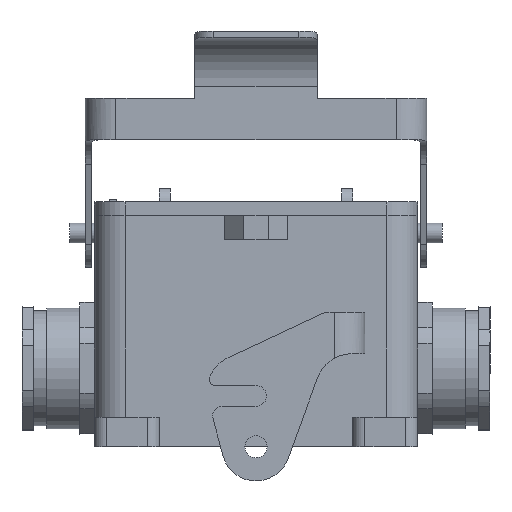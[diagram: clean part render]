
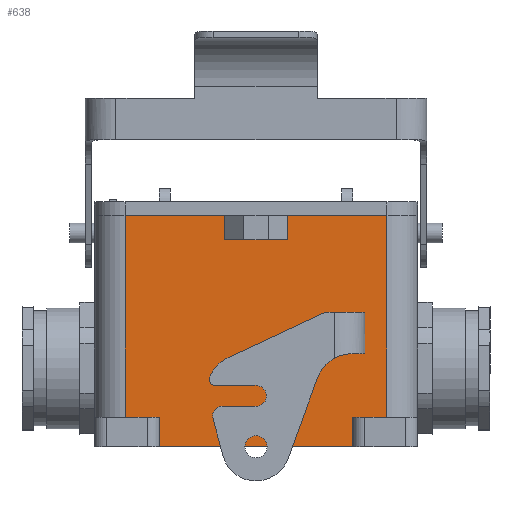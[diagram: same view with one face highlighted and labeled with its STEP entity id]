
A CAD part, front view. The second image highlights one B-rep face of the part: STEP entity #638.
In plain terms, the highlighted planar face has unit normal (0, -1, 0).
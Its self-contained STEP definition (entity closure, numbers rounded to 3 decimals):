
#638 = ADVANCED_FACE( '', ( #1461 ), #1462, .T. );
#1461 = FACE_OUTER_BOUND( '', #2501, .T. );
#1462 = PLANE( '', #2502 );
#2501 = EDGE_LOOP( '', ( #4347, #4348, #4349, #4350, #4351, #4352, #4353, #4354, #4355, #4356, #4357, #4358 ) );
#2502 = AXIS2_PLACEMENT_3D( '', #4359, #4360, #4361 );
#4347 = ORIENTED_EDGE( '', *, *, #6693, .F. );
#4348 = ORIENTED_EDGE( '', *, *, #6347, .F. );
#4349 = ORIENTED_EDGE( '', *, *, #6694, .F. );
#4350 = ORIENTED_EDGE( '', *, *, #6695, .F. );
#4351 = ORIENTED_EDGE( '', *, *, #6679, .T. );
#4352 = ORIENTED_EDGE( '', *, *, #6696, .F. );
#4353 = ORIENTED_EDGE( '', *, *, #6697, .T. );
#4354 = ORIENTED_EDGE( '', *, *, #6698, .T. );
#4355 = ORIENTED_EDGE( '', *, *, #6699, .F. );
#4356 = ORIENTED_EDGE( '', *, *, #5980, .T. );
#4357 = ORIENTED_EDGE( '', *, *, #6700, .T. );
#4358 = ORIENTED_EDGE( '', *, *, #6701, .T. );
#4359 = CARTESIAN_POINT( '', ( -66., -45., 94.5 ) );
#4360 = DIRECTION( '', ( 0., -1., 0. ) );
#4361 = DIRECTION( '', ( 0., 0., 1. ) );
#5980 = EDGE_CURVE( '', #7128, #7125, #7129, .F. );
#6347 = EDGE_CURVE( '', #7772, #7773, #7774, .F. );
#6679 = EDGE_CURVE( '', #8287, #8285, #8288, .T. );
#6693 = EDGE_CURVE( '', #7773, #8306, #8307, .T. );
#6694 = EDGE_CURVE( '', #8308, #7772, #8309, .T. );
#6695 = EDGE_CURVE( '', #8287, #8308, #8310, .F. );
#6696 = EDGE_CURVE( '', #8311, #8285, #8312, .T. );
#6697 = EDGE_CURVE( '', #8311, #8313, #8314, .T. );
#6698 = EDGE_CURVE( '', #8313, #8315, #8316, .T. );
#6699 = EDGE_CURVE( '', #7128, #8315, #8317, .T. );
#6700 = EDGE_CURVE( '', #7125, #8318, #8319, .T. );
#6701 = EDGE_CURVE( '', #8318, #8306, #8320, .F. );
#7125 = VERTEX_POINT( '', #8841 );
#7128 = VERTEX_POINT( '', #8844 );
#7129 = LINE( '', #8845, #8846 );
#7772 = VERTEX_POINT( '', #9748 );
#7773 = VERTEX_POINT( '', #9749 );
#7774 = LINE( '', #9750, #9751 );
#8285 = VERTEX_POINT( '', #10546 );
#8287 = VERTEX_POINT( '', #10549 );
#8288 = LINE( '', #10550, #10551 );
#8306 = VERTEX_POINT( '', #10577 );
#8307 = LINE( '', #10578, #10579 );
#8308 = VERTEX_POINT( '', #10580 );
#8309 = LINE( '', #10581, #10582 );
#8310 = LINE( '', #10583, #10584 );
#8311 = VERTEX_POINT( '', #10585 );
#8312 = LINE( '', #10586, #10587 );
#8313 = VERTEX_POINT( '', #10588 );
#8314 = LINE( '', #10589, #10590 );
#8315 = VERTEX_POINT( '', #10591 );
#8316 = LINE( '', #10592, #10593 );
#8317 = LINE( '', #10594, #10595 );
#8318 = VERTEX_POINT( '', #10596 );
#8319 = LINE( '', #10597, #10598 );
#8320 = LINE( '', #10599, #10600 );
#8841 = CARTESIAN_POINT( '', ( 53.5, -45., 94.5 ) );
#8844 = CARTESIAN_POINT( '', ( 53.5, -45., 12. ) );
#8845 = CARTESIAN_POINT( '', ( 53.5, -45., 94.5 ) );
#8846 = VECTOR( '', #11301, 1000. );
#9748 = CARTESIAN_POINT( '', ( -13., -45., 94.5 ) );
#9749 = CARTESIAN_POINT( '', ( -13., -45., 84.5 ) );
#9750 = CARTESIAN_POINT( '', ( -13., -45., 89.5 ) );
#9751 = VECTOR( '', #11779, 1000. );
#10546 = CARTESIAN_POINT( '', ( -39.5, -45., 12. ) );
#10549 = CARTESIAN_POINT( '', ( -53.5, -45., 12. ) );
#10550 = CARTESIAN_POINT( '', ( -66., -45., 12. ) );
#10551 = VECTOR( '', #12145, 1000. );
#10577 = CARTESIAN_POINT( '', ( 13., -45., 84.5 ) );
#10578 = CARTESIAN_POINT( '', ( -5., -45., 84.5 ) );
#10579 = VECTOR( '', #12157, 1000. );
#10580 = CARTESIAN_POINT( '', ( -53.5, -45., 94.5 ) );
#10581 = CARTESIAN_POINT( '', ( -66., -45., 94.5 ) );
#10582 = VECTOR( '', #12158, 1000. );
#10583 = CARTESIAN_POINT( '', ( -53.5, -45., 94.5 ) );
#10584 = VECTOR( '', #12159, 1000. );
#10585 = CARTESIAN_POINT( '', ( -39.5, -45., 0. ) );
#10586 = CARTESIAN_POINT( '', ( -39.5, -45., -117.947 ) );
#10587 = VECTOR( '', #12160, 1000. );
#10588 = CARTESIAN_POINT( '', ( 39.5, -45., 0. ) );
#10589 = CARTESIAN_POINT( '', ( -66., -45., 0. ) );
#10590 = VECTOR( '', #12161, 1000. );
#10591 = CARTESIAN_POINT( '', ( 39.5, -45., 12. ) );
#10592 = CARTESIAN_POINT( '', ( 39.5, -45., -117.947 ) );
#10593 = VECTOR( '', #12162, 1000. );
#10594 = CARTESIAN_POINT( '', ( 66., -45., 12. ) );
#10595 = VECTOR( '', #12163, 1000. );
#10596 = CARTESIAN_POINT( '', ( 13., -45., 94.5 ) );
#10597 = CARTESIAN_POINT( '', ( 66., -45., 94.5 ) );
#10598 = VECTOR( '', #12164, 1000. );
#10599 = CARTESIAN_POINT( '', ( 13., -45., 89.5 ) );
#10600 = VECTOR( '', #12165, 1000. );
#11301 = DIRECTION( '', ( 0., 0., -1. ) );
#11779 = DIRECTION( '', ( 0., 0., 1. ) );
#12145 = DIRECTION( '', ( 1., 0., 0. ) );
#12157 = DIRECTION( '', ( 1., 0., 0. ) );
#12158 = DIRECTION( '', ( 1., 0., 0. ) );
#12159 = DIRECTION( '', ( 0., 0., -1. ) );
#12160 = DIRECTION( '', ( 0., 0., 1. ) );
#12161 = DIRECTION( '', ( 1., 0., 0. ) );
#12162 = DIRECTION( '', ( 0., 0., 1. ) );
#12163 = DIRECTION( '', ( -1., 0., 0. ) );
#12164 = DIRECTION( '', ( -1., 0., 0. ) );
#12165 = DIRECTION( '', ( 0., 0., 1. ) );
